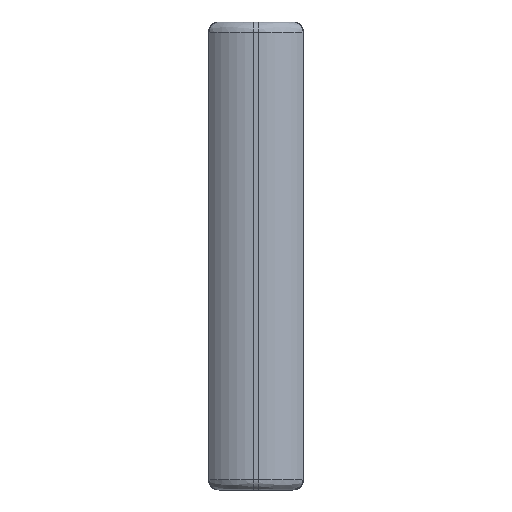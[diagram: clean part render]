
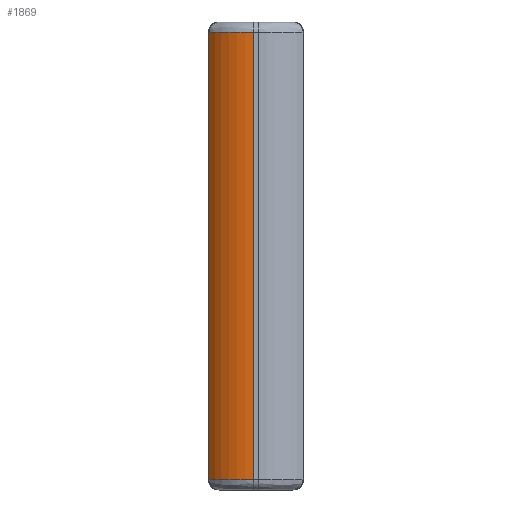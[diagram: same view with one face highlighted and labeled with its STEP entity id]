
A CAD part, left-side view. The second image highlights one B-rep face of the part: STEP entity #1869.
In plain terms, the highlighted free-form (B-spline) face has degree [2, 1] with [3, 2] control points.
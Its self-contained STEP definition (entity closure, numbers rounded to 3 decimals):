
#1869 = ADVANCED_FACE('',(#1870),#1902,.T.);
#1870 = FACE_BOUND('',#1871,.T.);
#1871 = EDGE_LOOP('',(#1872,#1882,#1889,#1897));
#1872 = ORIENTED_EDGE('',*,*,#1873,.F.);
#1873 = EDGE_CURVE('',#1874,#1876,#1878,.T.);
#1874 = VERTEX_POINT('',#1875);
#1875 = CARTESIAN_POINT('',(-35.808,0.765,
    133.642));
#1876 = VERTEX_POINT('',#1877);
#1877 = CARTESIAN_POINT('',(-29.856,13.748,
    133.642));
#1878 = ( BOUNDED_CURVE() B_SPLINE_CURVE(2,(#1879,#1880,#1881),
.UNSPECIFIED.,.F.,.F.) B_SPLINE_CURVE_WITH_KNOTS((3,3),(0.,
0.86),.PIECEWISE_BEZIER_KNOTS.) CURVE() 
GEOMETRIC_REPRESENTATION_ITEM() RATIONAL_B_SPLINE_CURVE((1.,
0.909,1.)) REPRESENTATION_ITEM('') );
#1879 = CARTESIAN_POINT('',(-35.808,0.765,
    133.642));
#1880 = CARTESIAN_POINT('',(-35.808,8.621,
    133.642));
#1881 = CARTESIAN_POINT('',(-29.856,13.748,
    133.642));
#1882 = ORIENTED_EDGE('',*,*,#1883,.F.);
#1883 = EDGE_CURVE('',#1884,#1874,#1886,.T.);
#1884 = VERTEX_POINT('',#1885);
#1885 = CARTESIAN_POINT('',(-35.808,0.765,
    3.06));
#1886 = B_SPLINE_CURVE_WITH_KNOTS('',1,(#1887,#1888),.UNSPECIFIED.,.F.,
  .F.,(2,2),(0.,128.),.PIECEWISE_BEZIER_KNOTS.);
#1887 = CARTESIAN_POINT('',(-35.808,0.765,
    3.06));
#1888 = CARTESIAN_POINT('',(-35.808,0.765,
    133.642));
#1889 = ORIENTED_EDGE('',*,*,#1890,.F.);
#1890 = EDGE_CURVE('',#1891,#1884,#1893,.T.);
#1891 = VERTEX_POINT('',#1892);
#1892 = CARTESIAN_POINT('',(-29.856,13.748,
    3.06));
#1893 = ( BOUNDED_CURVE() B_SPLINE_CURVE(2,(#1894,#1895,#1896),
.UNSPECIFIED.,.F.,.F.) B_SPLINE_CURVE_WITH_KNOTS((3,3),(2.282,
3.142),.PIECEWISE_BEZIER_KNOTS.) CURVE() 
GEOMETRIC_REPRESENTATION_ITEM() RATIONAL_B_SPLINE_CURVE((1.,
0.909,1.)) REPRESENTATION_ITEM('') );
#1894 = CARTESIAN_POINT('',(-29.856,13.748,
    3.06));
#1895 = CARTESIAN_POINT('',(-35.808,8.621,3.06
    ));
#1896 = CARTESIAN_POINT('',(-35.808,0.765,3.06
    ));
#1897 = ORIENTED_EDGE('',*,*,#1898,.F.);
#1898 = EDGE_CURVE('',#1876,#1891,#1899,.T.);
#1899 = B_SPLINE_CURVE_WITH_KNOTS('',1,(#1900,#1901),.UNSPECIFIED.,.F.,
  .F.,(2,2),(0.,128.),.PIECEWISE_BEZIER_KNOTS.);
#1900 = CARTESIAN_POINT('',(-29.856,13.748,
    133.642));
#1901 = CARTESIAN_POINT('',(-29.856,13.748,
    3.06));
#1902 = ( BOUNDED_SURFACE() B_SPLINE_SURFACE(2,1,(
    (#1903,#1904)
    ,(#1905,#1906)
    ,(#1907,#1908
)),.UNSPECIFIED.,.F.,.F.,.F.) B_SPLINE_SURFACE_WITH_KNOTS((3,3),(2,2),(
    3.142,4.001),(0.,128.),.PIECEWISE_BEZIER_KNOTS.) 
GEOMETRIC_REPRESENTATION_ITEM() RATIONAL_B_SPLINE_SURFACE((
    (1.,1.)
    ,(0.909,0.909)
,(1.,1.))) REPRESENTATION_ITEM('') SURFACE() );
#1903 = CARTESIAN_POINT('',(-35.808,0.765,
    3.06));
#1904 = CARTESIAN_POINT('',(-35.808,0.765,
    133.642));
#1905 = CARTESIAN_POINT('',(-35.808,8.621,
    3.06));
#1906 = CARTESIAN_POINT('',(-35.808,8.621,
    133.642));
#1907 = CARTESIAN_POINT('',(-29.856,13.748,
    3.06));
#1908 = CARTESIAN_POINT('',(-29.856,13.748,
    133.642));
